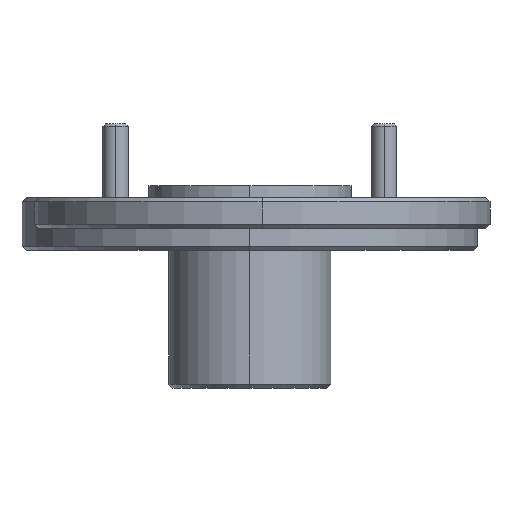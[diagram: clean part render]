
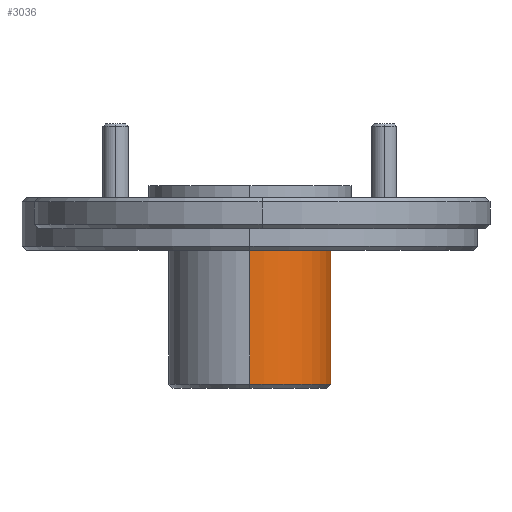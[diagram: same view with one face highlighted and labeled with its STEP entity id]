
A CAD part, left-side view. The second image highlights one B-rep face of the part: STEP entity #3036.
In plain terms, the highlighted cylindrical face has radius 5.08 mm (diameter 10.16 mm), a partial arc.
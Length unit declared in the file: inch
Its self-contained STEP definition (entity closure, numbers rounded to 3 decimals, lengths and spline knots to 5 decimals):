
#147 = CARTESIAN_POINT ( 'NONE',  ( -1.09708, 1.22239, -0.89709 ) ) ;
#267 = VERTEX_POINT ( 'NONE', #358 ) ;
#282 = EDGE_CURVE ( 'NONE', #267, #2526, #1542, .T. ) ;
#309 = VERTEX_POINT ( 'NONE', #147 ) ;
#358 = CARTESIAN_POINT ( 'NONE',  ( -1.09708, 1.22239, -0.56709 ) ) ;
#388 = CARTESIAN_POINT ( 'NONE',  ( -0.89708, 1.22239, -0.56709 ) ) ;
#444 = CARTESIAN_POINT ( 'NONE',  ( -0.69708, 1.22239, -0.89709 ) ) ;
#474 = AXIS2_PLACEMENT_3D ( 'NONE', #1843, #2991, #2974 ) ;
#712 = EDGE_LOOP ( 'NONE', ( #1340, #2259, #1844, #2787 ) ) ;
#733 = CYLINDRICAL_SURFACE ( 'NONE', #474, 0.2 ) ;
#1023 = EDGE_CURVE ( 'NONE', #1858, #2526, #2651, .T. ) ;
#1061 = DIRECTION ( 'NONE',  ( 0., 0., 1. ) ) ;
#1252 = DIRECTION ( 'NONE',  ( 0., 0., 1. ) ) ;
#1340 = ORIENTED_EDGE ( 'NONE', *, *, #2270, .F. ) ;
#1542 = CIRCLE ( 'NONE', #1817, 0.2 ) ;
#1622 = CARTESIAN_POINT ( 'NONE',  ( -0.89708, 1.22239, -0.89709 ) ) ;
#1783 = CARTESIAN_POINT ( 'NONE',  ( -0.69708, 1.22239, -0.43709 ) ) ;
#1817 = AXIS2_PLACEMENT_3D ( 'NONE', #388, #1061, #2949 ) ;
#1843 = CARTESIAN_POINT ( 'NONE',  ( -0.89708, 1.22239, -0.43709 ) ) ;
#1844 = ORIENTED_EDGE ( 'NONE', *, *, #1023, .T. ) ;
#1854 = DIRECTION ( 'NONE',  ( 1., 0., 0. ) ) ;
#1858 = VERTEX_POINT ( 'NONE', #444 ) ;
#1906 = CIRCLE ( 'NONE', #1992, 0.2 ) ;
#1931 = CARTESIAN_POINT ( 'NONE',  ( -1.09708, 1.22239, -0.43709 ) ) ;
#1946 = FACE_OUTER_BOUND ( 'NONE', #712, .T. ) ;
#1992 = AXIS2_PLACEMENT_3D ( 'NONE', #1622, #2331, #1854 ) ;
#2026 = DIRECTION ( 'NONE',  ( 0., 0., 1. ) ) ;
#2041 = CARTESIAN_POINT ( 'NONE',  ( -0.69708, 1.22239, -0.56709 ) ) ;
#2165 = VECTOR ( 'NONE', #1252, 39.37008 ) ;
#2209 = LINE ( 'NONE', #1931, #2165 ) ;
#2259 = ORIENTED_EDGE ( 'NONE', *, *, #2588, .T. ) ;
#2270 = EDGE_CURVE ( 'NONE', #309, #267, #2209, .T. ) ;
#2331 = DIRECTION ( 'NONE',  ( 0., 0., 1. ) ) ;
#2526 = VERTEX_POINT ( 'NONE', #2041 ) ;
#2588 = EDGE_CURVE ( 'NONE', #309, #1858, #1906, .T. ) ;
#2651 = LINE ( 'NONE', #1783, #2936 ) ;
#2787 = ORIENTED_EDGE ( 'NONE', *, *, #282, .F. ) ;
#2936 = VECTOR ( 'NONE', #2026, 39.37008 ) ;
#2949 = DIRECTION ( 'NONE',  ( 1., 0., 0. ) ) ;
#2974 = DIRECTION ( 'NONE',  ( 1., 0., 0. ) ) ;
#2991 = DIRECTION ( 'NONE',  ( 0., 0., 1. ) ) ;
#3036 = ADVANCED_FACE ( 'NONE', ( #1946 ), #733, .T. ) ;
